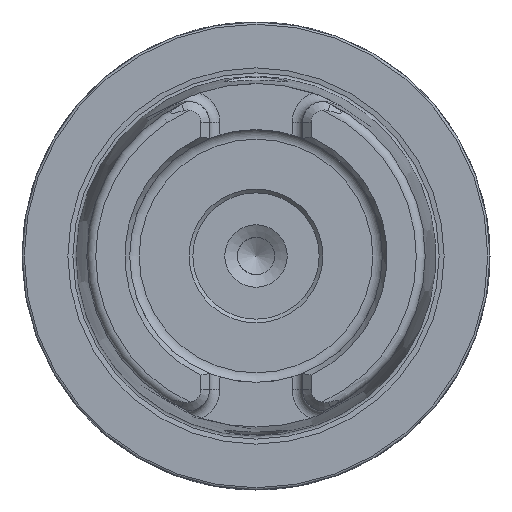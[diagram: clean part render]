
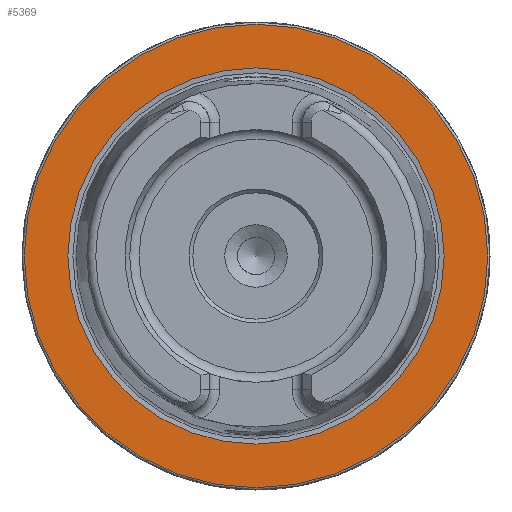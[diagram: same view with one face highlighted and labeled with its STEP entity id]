
A CAD part, left-side view. The second image highlights one B-rep face of the part: STEP entity #5369.
In plain terms, the highlighted planar face has unit normal (-1, 0, 0).
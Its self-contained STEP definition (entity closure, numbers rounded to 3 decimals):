
#723 = CIRCLE ( 'NONE', #3055, 31.2 ) ;
#784 = FACE_BOUND ( 'NONE', #5862, .T. ) ;
#889 = EDGE_LOOP ( 'NONE', ( #6868 ) ) ;
#1047 = DIRECTION ( 'NONE',  ( 1., 0., 0. ) ) ;
#1599 = CARTESIAN_POINT ( 'NONE',  ( 0., 0., 25.324 ) ) ;
#1671 = FACE_OUTER_BOUND ( 'NONE', #889, .T. ) ;
#2478 = DIRECTION ( 'NONE',  ( -1., 0., 0. ) ) ;
#2686 = EDGE_CURVE ( 'NONE', #9180, #9180, #4443, .T. ) ;
#2988 = AXIS2_PLACEMENT_3D ( 'NONE', #5343, #3181, #3812 ) ;
#3055 = AXIS2_PLACEMENT_3D ( 'NONE', #9049, #2478, #5363 ) ;
#3181 = DIRECTION ( 'NONE',  ( -1., 0., 0. ) ) ;
#3192 = DIRECTION ( 'NONE',  ( 0., 0., -1. ) ) ;
#3774 = CARTESIAN_POINT ( 'NONE',  ( 0., 0., 31.2 ) ) ;
#3812 = DIRECTION ( 'NONE',  ( 0., 0., 1. ) ) ;
#3912 = AXIS2_PLACEMENT_3D ( 'NONE', #4580, #1047, #3192 ) ;
#4443 = CIRCLE ( 'NONE', #2988, 25.324 ) ;
#4461 = EDGE_CURVE ( 'NONE', #8138, #8138, #723, .T. ) ;
#4580 = CARTESIAN_POINT ( 'NONE',  ( 0., 31.2, 0. ) ) ;
#4637 = PLANE ( 'NONE',  #3912 ) ;
#5343 = CARTESIAN_POINT ( 'NONE',  ( 0., 0., 0. ) ) ;
#5363 = DIRECTION ( 'NONE',  ( 0., 0., 1. ) ) ;
#5369 = ADVANCED_FACE ( 'NONE', ( #784, #1671 ), #4637, .F. ) ;
#5862 = EDGE_LOOP ( 'NONE', ( #8077 ) ) ;
#6868 = ORIENTED_EDGE ( 'NONE', *, *, #4461, .T. ) ;
#8077 = ORIENTED_EDGE ( 'NONE', *, *, #2686, .F. ) ;
#8138 = VERTEX_POINT ( 'NONE', #3774 ) ;
#9049 = CARTESIAN_POINT ( 'NONE',  ( 0., 0., 0. ) ) ;
#9180 = VERTEX_POINT ( 'NONE', #1599 ) ;
